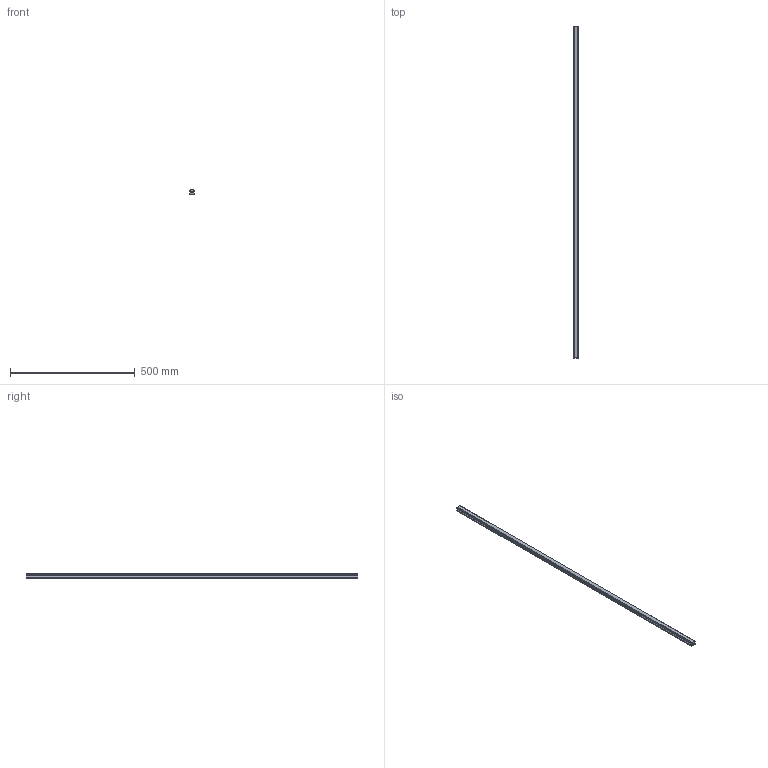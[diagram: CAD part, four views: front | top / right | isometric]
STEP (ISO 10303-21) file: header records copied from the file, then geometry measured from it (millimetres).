
FILE_DESCRIPTION(('STEP AP214'),'1');
FILE_NAME('cctmp_4B05344A-658C-4CA2-8382-828571D4004D_2021_01_22_13_59_52_0002..stp','2021-01-22T12:59:52',('HIWIN GmbH'),('CADClick - www.CADClick.com'),'Spatial InterOp 3D',' ','unknown authorization');
FILE_SCHEMA(('AUTOMOTIVE_DESIGN'));
Length unit declared in the file: millimetre
Products named in the file (1): HGR20T1330C_FILE
Bounding box: 20 x 1330 x 17.5 mm (x, y, z)
Volume: 392855.6 mm3; surface area: 106303.4 mm2
Topology: 1 solids, 1 shells, 195 faces, 523 edges, 312 vertices
Faces by surface type: plane 85, cylinder 66, cone 44
Entity records: 7313 total; most frequent: DIRECTION 1003, CARTESIAN_POINT 987, ORIENTED_EDGE 958, EDGE_CURVE 479, LINE 347, VECTOR 347, AXIS2_PLACEMENT_3D 328, VERTEX_POINT 312
